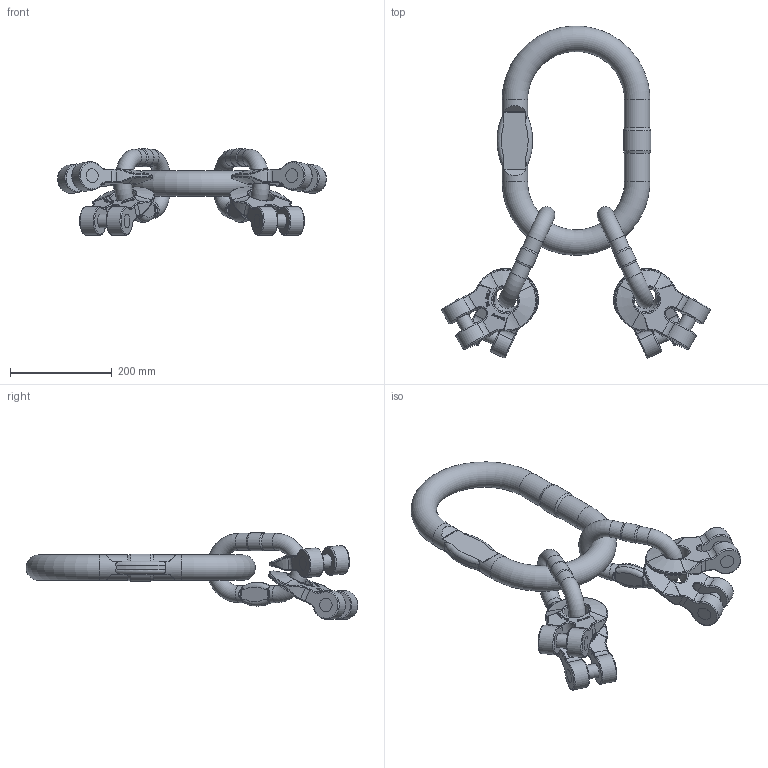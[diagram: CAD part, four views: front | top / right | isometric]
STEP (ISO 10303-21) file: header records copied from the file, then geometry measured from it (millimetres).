
FILE_DESCRIPTION(/* description */ (''),/* implementation_level */ '2;1');
FILE_NAME(/* name */ 'pewag_KMGW_4-19_20.stp',/* time_stamp */ '2023-01-27T14:31:08+01:00',/* author */ (''),/* organization */ (''),/* preprocessor_version */ 'ST-DEVELOPER v16',/* originating_system */ 'SIEMENS PLM Software NX 11.0',/* authorisation */ '');
FILE_SCHEMA (('AUTOMOTIVE_DESIGN { 1 0 10303 214 3 1 1 1 }'));
Length unit declared in the file: millimetre
Products named in the file (1): KSE2DF0FA72zqyp
Bounding box: 526.99 x 650.86 x 169.81 mm (x, y, z)
Volume: 4445821.3 mm3; surface area: 517851.1 mm2
Topology: 11 solids, 11 shells, 1191 faces, 3095 edges, 1964 vertices
Faces by surface type: plane 402, extrusion 396, cylinder 137, bspline 120, torus 114, sphere 16, cone 6
Full cylindrical faces by diameter (mm): 27 x12, 33 x8, 35.475 x2, 50 x8, 53.75 x1
Entity records: 45033 total; most frequent: CARTESIAN_POINT 18892, ORIENTED_EDGE 6040, DIRECTION 3904, EDGE_CURVE 3020, VERTEX_POINT 1956, B_SPLINE_CURVE_WITH_KNOTS 1756, VECTOR 1560, EDGE_LOOP 1326
